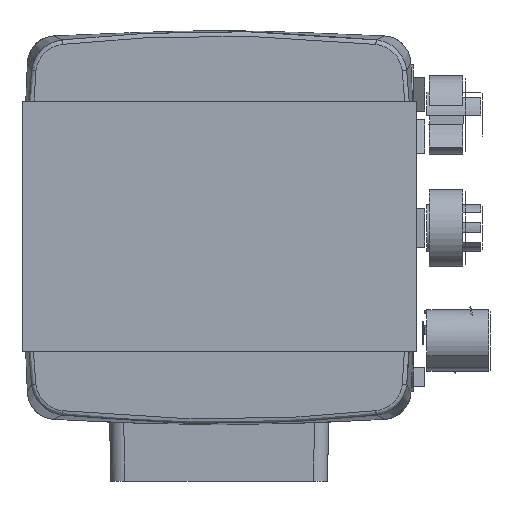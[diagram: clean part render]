
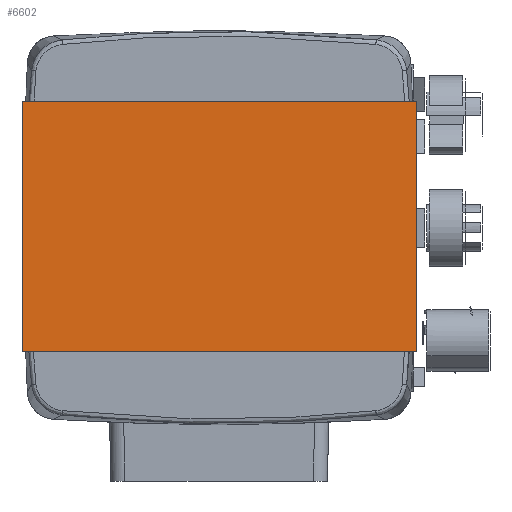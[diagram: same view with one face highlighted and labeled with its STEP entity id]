
A CAD part, top view. The second image highlights one B-rep face of the part: STEP entity #6602.
In plain terms, the highlighted planar face has unit normal (0, 0, 1).
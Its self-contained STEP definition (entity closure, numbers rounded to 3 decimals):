
#6501=DIRECTION('',(0.,1.,0.));
#6502=VECTOR('',#6501,44.5);
#6503=CARTESIAN_POINT('',(-35.,-22.25,129.3));
#6504=LINE('',#6503,#6502);
#6517=DIRECTION('',(1.,0.,0.));
#6518=VECTOR('',#6517,70.);
#6519=CARTESIAN_POINT('',(-35.,22.25,129.3));
#6520=LINE('',#6519,#6518);
#6529=DIRECTION('',(0.,1.,0.));
#6530=VECTOR('',#6529,44.5);
#6531=CARTESIAN_POINT('',(35.,-22.25,129.3));
#6532=LINE('',#6531,#6530);
#6541=DIRECTION('',(1.,0.,0.));
#6542=VECTOR('',#6541,70.);
#6543=CARTESIAN_POINT('',(-35.,-22.25,129.3));
#6544=LINE('',#6543,#6542);
#6557=CARTESIAN_POINT('',(-35.,-22.25,129.3));
#6558=CARTESIAN_POINT('',(-35.,22.25,129.3));
#6559=VERTEX_POINT('',#6557);
#6560=VERTEX_POINT('',#6558);
#6561=CARTESIAN_POINT('',(35.,-22.25,129.3));
#6562=VERTEX_POINT('',#6561);
#6563=CARTESIAN_POINT('',(35.,22.25,129.3));
#6564=VERTEX_POINT('',#6563);
#6588=CARTESIAN_POINT('',(63.319,-30.,129.3));
#6589=DIRECTION('',(0.,0.,-1.));
#6590=DIRECTION('',(-1.,0.,0.));
#6591=AXIS2_PLACEMENT_3D('',#6588,#6589,#6590);
#6592=PLANE('',#6591);
#6593=ORIENTED_EDGE('',*,*,#6570,.T.);
#6595=ORIENTED_EDGE('',*,*,#6594,.T.);
#6597=ORIENTED_EDGE('',*,*,#6596,.F.);
#6599=ORIENTED_EDGE('',*,*,#6598,.F.);
#6600=EDGE_LOOP('',(#6593,#6595,#6597,#6599));
#6601=FACE_OUTER_BOUND('',#6600,.F.);
#6602=ADVANCED_FACE('',(#6601),#6592,.F.);
#6570=EDGE_CURVE('',#6559,#6560,#6504,.T.);
#6594=EDGE_CURVE('',#6560,#6564,#6520,.T.);
#6596=EDGE_CURVE('',#6562,#6564,#6532,.T.);
#6598=EDGE_CURVE('',#6559,#6562,#6544,.T.);
